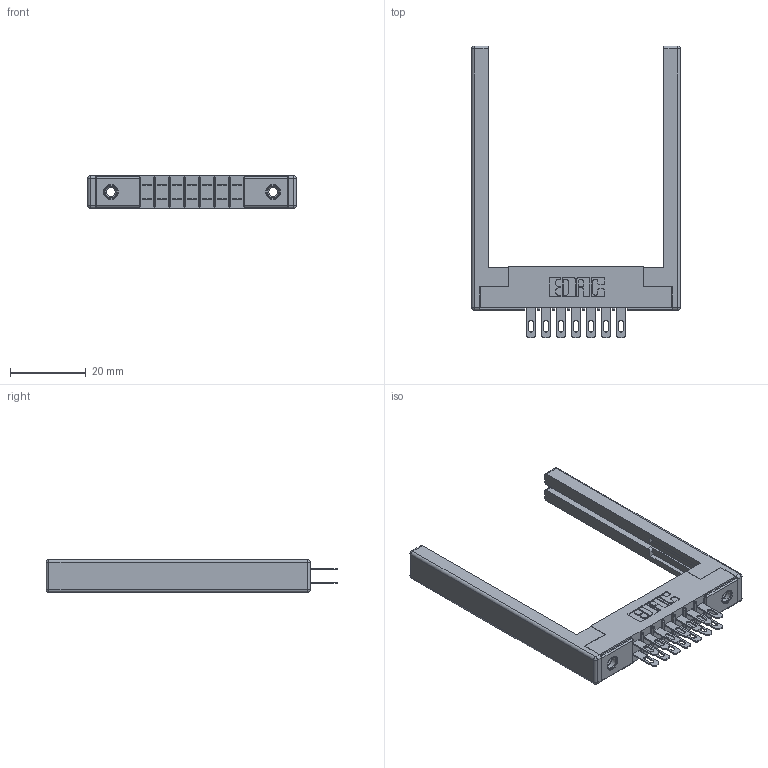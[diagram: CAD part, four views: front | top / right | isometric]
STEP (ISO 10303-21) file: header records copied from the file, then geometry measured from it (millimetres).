
FILE_DESCRIPTION (( 'STEP AP203' ), '1' );
FILE_NAME ('315-014-500-268.STEP', '2019-09-10T13:27:37', ( '' ), ( '' ), 'SwSTEP 2.0', 'SolidWorks 2016', '' );
FILE_SCHEMA (( 'CONFIG_CONTROL_DESIGN' ));
Length unit declared in the file: inch
Products named in the file (5): 305 Part_.156 Dia; 305-290-001_500; 345-250-001_345-250-001-102; 307-220-068; 315-014-500-268
Assembly tree (19 placements, depth 2):
  315-014-500-268
    305 Part_.156 Dia
    305-290-001_500  x14
    345-250-001_345-250-001-102  x2
    307-220-068  x2
Bounding box: 55.17 x 77.14 x 8.71 mm (x, y, z)
Volume: 8103.5 mm3; surface area: 10051.1 mm2
Topology: 19 solids, 19 shells, 970 faces, 2715 edges, 1750 vertices
Faces by surface type: plane 548, cylinder 370, sphere 36, cone 12, torus 4
Entity records: 14621 total; most frequent: CARTESIAN_POINT 2392, DIRECTION 2364, ORIENTED_EDGE 2360, EDGE_CURVE 1180, VECTOR 904, LINE 904, VERTEX_POINT 758, AXIS2_PLACEMENT_3D 730
